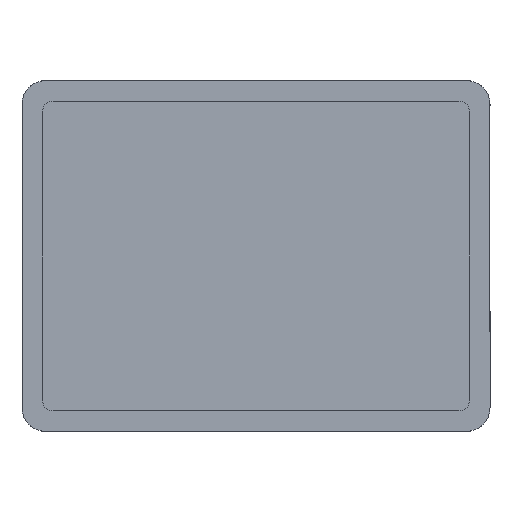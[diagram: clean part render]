
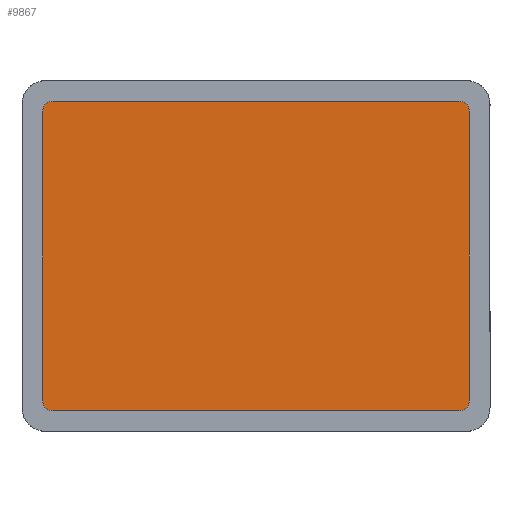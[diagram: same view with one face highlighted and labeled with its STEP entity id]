
A CAD part, front view. The second image highlights one B-rep face of the part: STEP entity #9867.
In plain terms, the highlighted planar face has unit normal (0, -1, 0).
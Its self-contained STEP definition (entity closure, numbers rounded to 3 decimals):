
#286 = EDGE_LOOP ( 'NONE', ( #13396, #9623, #15584, #17423, #20674, #16218, #1825, #2441 ) ) ;
#637 = VERTEX_POINT ( 'NONE', #4123 ) ;
#662 = VECTOR ( 'NONE', #1173, 1000. ) ;
#916 = CIRCLE ( 'NONE', #9330, 9. ) ;
#1173 = DIRECTION ( 'NONE',  ( 0., 0., -1. ) ) ;
#1363 = EDGE_CURVE ( 'NONE', #8021, #9644, #916, .T. ) ;
#1686 = VERTEX_POINT ( 'NONE', #9660 ) ;
#1825 = ORIENTED_EDGE ( 'NONE', *, *, #1363, .F. ) ;
#2025 = EDGE_CURVE ( 'NONE', #9644, #19191, #7621, .T. ) ;
#2338 = FACE_OUTER_BOUND ( 'NONE', #286, .T. ) ;
#2394 = CARTESIAN_POINT ( 'NONE',  ( -173., 0., -132. ) ) ;
#2441 = ORIENTED_EDGE ( 'NONE', *, *, #18170, .F. ) ;
#3971 = VECTOR ( 'NONE', #19080, 1000. ) ;
#4017 = CARTESIAN_POINT ( 'NONE',  ( -173., 0., -123. ) ) ;
#4123 = CARTESIAN_POINT ( 'NONE',  ( -182., 0., -123. ) ) ;
#4177 = DIRECTION ( 'NONE',  ( 0., 1., 0. ) ) ;
#4321 = AXIS2_PLACEMENT_3D ( 'NONE', #15786, #17458, #12510 ) ;
#4752 = CARTESIAN_POINT ( 'NONE',  ( 182., 0., 123. ) ) ;
#5378 = DIRECTION ( 'NONE',  ( -1., 0., 0. ) ) ;
#5656 = AXIS2_PLACEMENT_3D ( 'NONE', #13181, #9803, #10127 ) ;
#5801 = EDGE_CURVE ( 'NONE', #14140, #1686, #13924, .T. ) ;
#5851 = CARTESIAN_POINT ( 'NONE',  ( -182., 0., 123. ) ) ;
#5927 = CARTESIAN_POINT ( 'NONE',  ( 182., 0., 123. ) ) ;
#7621 = LINE ( 'NONE', #14057, #10986 ) ;
#7948 = DIRECTION ( 'NONE',  ( 0., 1., 0. ) ) ;
#8021 = VERTEX_POINT ( 'NONE', #5851 ) ;
#8900 = AXIS2_PLACEMENT_3D ( 'NONE', #4017, #7948, #20479 ) ;
#9312 = DIRECTION ( 'NONE',  ( 1., 0., 0. ) ) ;
#9330 = AXIS2_PLACEMENT_3D ( 'NONE', #15234, #4177, #19962 ) ;
#9489 = VERTEX_POINT ( 'NONE', #13941 ) ;
#9623 = ORIENTED_EDGE ( 'NONE', *, *, #15532, .F. ) ;
#9644 = VERTEX_POINT ( 'NONE', #10791 ) ;
#9660 = CARTESIAN_POINT ( 'NONE',  ( 182., 0., -123. ) ) ;
#9803 = DIRECTION ( 'NONE',  ( 0., 1., 0. ) ) ;
#9867 = ADVANCED_FACE ( 'NONE', ( #2338 ), #18429, .F. ) ;
#10127 = DIRECTION ( 'NONE',  ( 0., 0., 1. ) ) ;
#10385 = CIRCLE ( 'NONE', #4321, 9. ) ;
#10791 = CARTESIAN_POINT ( 'NONE',  ( -173., 0., 132. ) ) ;
#10986 = VECTOR ( 'NONE', #9312, 1000. ) ;
#12076 = EDGE_CURVE ( 'NONE', #20459, #637, #14407, .T. ) ;
#12277 = VECTOR ( 'NONE', #5378, 1000. ) ;
#12280 = EDGE_CURVE ( 'NONE', #19191, #14140, #10385, .T. ) ;
#12510 = DIRECTION ( 'NONE',  ( 0., 0., 1. ) ) ;
#13181 = CARTESIAN_POINT ( 'NONE',  ( -173., 0., -123. ) ) ;
#13382 = LINE ( 'NONE', #19785, #12277 ) ;
#13396 = ORIENTED_EDGE ( 'NONE', *, *, #12076, .F. ) ;
#13924 = LINE ( 'NONE', #5927, #662 ) ;
#13941 = CARTESIAN_POINT ( 'NONE',  ( 173., 0., -132. ) ) ;
#14057 = CARTESIAN_POINT ( 'NONE',  ( -173., 0., 132. ) ) ;
#14140 = VERTEX_POINT ( 'NONE', #4752 ) ;
#14387 = CARTESIAN_POINT ( 'NONE',  ( 173., 0., -123. ) ) ;
#14407 = CIRCLE ( 'NONE', #5656, 9. ) ;
#15234 = CARTESIAN_POINT ( 'NONE',  ( -173., 0., 123. ) ) ;
#15532 = EDGE_CURVE ( 'NONE', #9489, #20459, #13382, .T. ) ;
#15584 = ORIENTED_EDGE ( 'NONE', *, *, #17425, .F. ) ;
#15725 = CIRCLE ( 'NONE', #18725, 9. ) ;
#15786 = CARTESIAN_POINT ( 'NONE',  ( 173., 0., 123. ) ) ;
#16218 = ORIENTED_EDGE ( 'NONE', *, *, #2025, .F. ) ;
#17391 = CARTESIAN_POINT ( 'NONE',  ( -182., 0., 123. ) ) ;
#17423 = ORIENTED_EDGE ( 'NONE', *, *, #5801, .F. ) ;
#17425 = EDGE_CURVE ( 'NONE', #1686, #9489, #15725, .T. ) ;
#17458 = DIRECTION ( 'NONE',  ( 0., 1., 0. ) ) ;
#17737 = DIRECTION ( 'NONE',  ( 0., 0., 1. ) ) ;
#18159 = CARTESIAN_POINT ( 'NONE',  ( 173., 0., 132. ) ) ;
#18170 = EDGE_CURVE ( 'NONE', #637, #8021, #18867, .T. ) ;
#18429 = PLANE ( 'NONE',  #8900 ) ;
#18725 = AXIS2_PLACEMENT_3D ( 'NONE', #14387, #20481, #17737 ) ;
#18867 = LINE ( 'NONE', #17391, #3971 ) ;
#19080 = DIRECTION ( 'NONE',  ( 0., 0., 1. ) ) ;
#19191 = VERTEX_POINT ( 'NONE', #18159 ) ;
#19785 = CARTESIAN_POINT ( 'NONE',  ( -173., 0., -132. ) ) ;
#19962 = DIRECTION ( 'NONE',  ( 0., 0., 1. ) ) ;
#20459 = VERTEX_POINT ( 'NONE', #2394 ) ;
#20479 = DIRECTION ( 'NONE',  ( 0., 0., 1. ) ) ;
#20481 = DIRECTION ( 'NONE',  ( 0., 1., 0. ) ) ;
#20674 = ORIENTED_EDGE ( 'NONE', *, *, #12280, .F. ) ;
